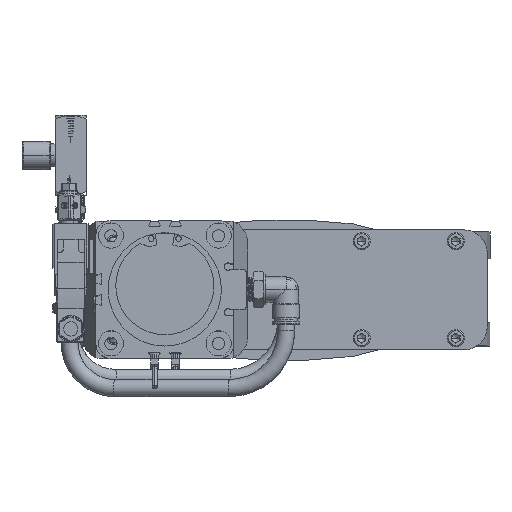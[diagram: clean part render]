
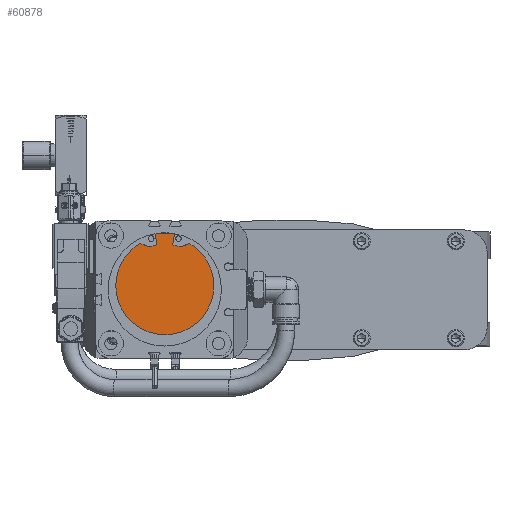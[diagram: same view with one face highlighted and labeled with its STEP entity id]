
A CAD part, top view. The second image highlights one B-rep face of the part: STEP entity #60878.
In plain terms, the highlighted planar face has unit normal (0, 0, 1).
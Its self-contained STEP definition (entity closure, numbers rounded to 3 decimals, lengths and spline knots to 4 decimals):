
#1528 = DIRECTION ( 'NONE',  ( -0.94, 0.342, 0. ) ) ;
#2500 = DIRECTION ( 'NONE',  ( -0.94, -0.342, 0. ) ) ;
#2527 = VERTEX_POINT ( 'NONE', #9486 ) ;
#3140 = CARTESIAN_POINT ( 'NONE',  ( -2.9643, 2.0702, 15.6727 ) ) ;
#3343 = CARTESIAN_POINT ( 'NONE',  ( -2.8404, 2.3592, 15.6727 ) ) ;
#3812 = ORIENTED_EDGE ( 'NONE', *, *, #55980, .T. ) ;
#4111 = DIRECTION ( 'NONE',  ( 0., 0., 1. ) ) ;
#4257 = CARTESIAN_POINT ( 'NONE',  ( -2.4527, 2.115, 15.6727 ) ) ;
#4550 = EDGE_LOOP ( 'NONE', ( #44898, #46450, #8468, #3812, #59602, #9684, #61649, #7006, #29806, #55967 ) ) ;
#4707 = PLANE ( 'NONE',  #34132 ) ;
#5246 = VERTEX_POINT ( 'NONE', #4257 ) ;
#7006 = ORIENTED_EDGE ( 'NONE', *, *, #12111, .T. ) ;
#8351 = CARTESIAN_POINT ( 'NONE',  ( -2.4527, 2.115, 15.6727 ) ) ;
#8468 = ORIENTED_EDGE ( 'NONE', *, *, #57639, .T. ) ;
#9434 = CARTESIAN_POINT ( 'NONE',  ( -2.625, 1.1379, 15.6727 ) ) ;
#9486 = CARTESIAN_POINT ( 'NONE',  ( -2.8404, 2.3592, 15.6727 ) ) ;
#9684 = ORIENTED_EDGE ( 'NONE', *, *, #59615, .T. ) ;
#9963 = LINE ( 'NONE', #8351, #35246 ) ;
#10268 = VERTEX_POINT ( 'NONE', #15045 ) ;
#10344 = EDGE_CURVE ( 'NONE', #46697, #30893, #60027, .T. ) ;
#11339 = AXIS2_PLACEMENT_3D ( 'NONE', #24016, #49675, #19149 ) ;
#11358 = CARTESIAN_POINT ( 'NONE',  ( -2.625, 1.2206, 15.6727 ) ) ;
#11390 = CARTESIAN_POINT ( 'NONE',  ( -2.078, 2.1458, 15.6727 ) ) ;
#11499 = DIRECTION ( 'NONE',  ( -1., 0., 0. ) ) ;
#11545 = CIRCLE ( 'NONE', #21937, 1.0748 ) ;
#12111 = EDGE_CURVE ( 'NONE', #30893, #46017, #11545, .T. ) ;
#13434 = CARTESIAN_POINT ( 'NONE',  ( -2.4096, 2.3592, 15.6727 ) ) ;
#13524 = DIRECTION ( 'NONE',  ( 0.174, -0.985, 0. ) ) ;
#15045 = CARTESIAN_POINT ( 'NONE',  ( -2.2857, 2.0702, 15.6727 ) ) ;
#17772 = LINE ( 'NONE', #21608, #46263 ) ;
#18154 = VERTEX_POINT ( 'NONE', #13434 ) ;
#19149 = DIRECTION ( 'NONE',  ( 1., 0., 0. ) ) ;
#19405 = LINE ( 'NONE', #3343, #22555 ) ;
#19976 = CIRCLE ( 'NONE', #29509, 0.9921 ) ;
#19977 = DIRECTION ( 'NONE',  ( -1., 0., 0. ) ) ;
#21608 = CARTESIAN_POINT ( 'NONE',  ( -2.9643, 2.0702, 15.6727 ) ) ;
#21716 = DIRECTION ( 'NONE',  ( -1., 0., 0. ) ) ;
#21937 = AXIS2_PLACEMENT_3D ( 'NONE', #11358, #41648, #21716 ) ;
#22555 = VECTOR ( 'NONE', #13524, 39.3701 ) ;
#23116 = DIRECTION ( 'NONE',  ( 0.174, 0.985, 0. ) ) ;
#23864 = CARTESIAN_POINT ( 'NONE',  ( -3.172, 2.1458, 15.6727 ) ) ;
#24016 = CARTESIAN_POINT ( 'NONE',  ( -2.625, 1.1379, 15.6727 ) ) ;
#24179 = EDGE_CURVE ( 'NONE', #46017, #10268, #39503, .T. ) ;
#26297 = CARTESIAN_POINT ( 'NONE',  ( -3.6998, 1.2206, 15.6727 ) ) ;
#26399 = DIRECTION ( 'NONE',  ( 0., 0., 1. ) ) ;
#27323 = EDGE_CURVE ( 'NONE', #35296, #42472, #17772, .T. ) ;
#27987 = CIRCLE ( 'NONE', #52085, 0.9921 ) ;
#28978 = VERTEX_POINT ( 'NONE', #60165 ) ;
#29509 = AXIS2_PLACEMENT_3D ( 'NONE', #9434, #4111, #39918 ) ;
#29806 = ORIENTED_EDGE ( 'NONE', *, *, #24179, .T. ) ;
#30566 = AXIS2_PLACEMENT_3D ( 'NONE', #45923, #26399, #51214 ) ;
#30893 = VERTEX_POINT ( 'NONE', #34181 ) ;
#34132 = AXIS2_PLACEMENT_3D ( 'NONE', #40120, #45212, #19977 ) ;
#34181 = CARTESIAN_POINT ( 'NONE',  ( -1.5502, 1.2206, 15.6727 ) ) ;
#35246 = VECTOR ( 'NONE', #23116, 39.3701 ) ;
#35296 = VERTEX_POINT ( 'NONE', #3140 ) ;
#36264 = DIRECTION ( 'NONE',  ( 0., 0., 1. ) ) ;
#36299 = VECTOR ( 'NONE', #2500, 39.3701 ) ;
#39503 = LINE ( 'NONE', #46133, #36299 ) ;
#39918 = DIRECTION ( 'NONE',  ( -1., 0., 0. ) ) ;
#40120 = CARTESIAN_POINT ( 'NONE',  ( -2.625, 1.1379, 15.6727 ) ) ;
#41648 = DIRECTION ( 'NONE',  ( 0., 0., 1. ) ) ;
#42472 = VERTEX_POINT ( 'NONE', #23864 ) ;
#44359 = FACE_OUTER_BOUND ( 'NONE', #4550, .T. ) ;
#44898 = ORIENTED_EDGE ( 'NONE', *, *, #55214, .T. ) ;
#45212 = DIRECTION ( 'NONE',  ( 0., 0., 1. ) ) ;
#45923 = CARTESIAN_POINT ( 'NONE',  ( -2.625, 1.2206, 15.6727 ) ) ;
#46017 = VERTEX_POINT ( 'NONE', #11390 ) ;
#46133 = CARTESIAN_POINT ( 'NONE',  ( -2.078, 2.1458, 15.6727 ) ) ;
#46209 = CARTESIAN_POINT ( 'NONE',  ( -2.625, 1.2206, 15.6727 ) ) ;
#46263 = VECTOR ( 'NONE', #1528, 39.3701 ) ;
#46450 = ORIENTED_EDGE ( 'NONE', *, *, #65088, .F. ) ;
#46697 = VERTEX_POINT ( 'NONE', #26297 ) ;
#46865 = CIRCLE ( 'NONE', #30566, 1.0748 ) ;
#49620 = EDGE_CURVE ( 'NONE', #10268, #5246, #19976, .T. ) ;
#49675 = DIRECTION ( 'NONE',  ( 0., 0., -1. ) ) ;
#51214 = DIRECTION ( 'NONE',  ( -1., 0., 0. ) ) ;
#51499 = DIRECTION ( 'NONE',  ( -1., 0., 0. ) ) ;
#52085 = AXIS2_PLACEMENT_3D ( 'NONE', #57279, #62217, #11499 ) ;
#54889 = AXIS2_PLACEMENT_3D ( 'NONE', #46209, #36264, #51499 ) ;
#55214 = EDGE_CURVE ( 'NONE', #5246, #18154, #9963, .T. ) ;
#55967 = ORIENTED_EDGE ( 'NONE', *, *, #49620, .T. ) ;
#55980 = EDGE_CURVE ( 'NONE', #28978, #35296, #27987, .T. ) ;
#57279 = CARTESIAN_POINT ( 'NONE',  ( -2.625, 1.1379, 15.6727 ) ) ;
#57639 = EDGE_CURVE ( 'NONE', #2527, #28978, #19405, .T. ) ;
#59602 = ORIENTED_EDGE ( 'NONE', *, *, #27323, .T. ) ;
#59615 = EDGE_CURVE ( 'NONE', #42472, #46697, #46865, .T. ) ;
#60027 = CIRCLE ( 'NONE', #54889, 1.0748 ) ;
#60165 = CARTESIAN_POINT ( 'NONE',  ( -2.7973, 2.115, 15.6727 ) ) ;
#60557 = CIRCLE ( 'NONE', #11339, 1.2402 ) ;
#60878 = ADVANCED_FACE ( 'NONE', ( #44359 ), #4707, .T. ) ;
#61649 = ORIENTED_EDGE ( 'NONE', *, *, #10344, .T. ) ;
#62217 = DIRECTION ( 'NONE',  ( 0., 0., 1. ) ) ;
#65088 = EDGE_CURVE ( 'NONE', #2527, #18154, #60557, .T. ) ;
